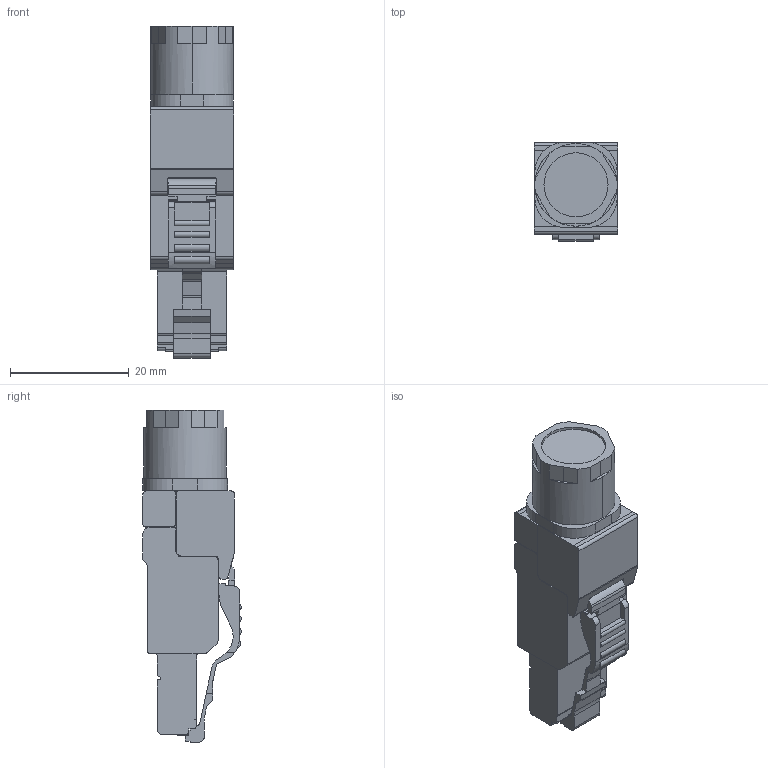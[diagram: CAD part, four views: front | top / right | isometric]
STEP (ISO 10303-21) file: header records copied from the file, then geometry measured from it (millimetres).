
FILE_DESCRIPTION(('CATIA V5 STEP Exchange','CAx-IF Rec.Pracs.--- Model Styling and Organization---1.4--- 2014-01-23'),'2;1');
FILE_NAME ('1166964-2_1', '2022-07-13T10:07:46+00:00', ('none'), ('Weidmueller'), 'CATIA Version 5-6 Release 2016 SP3 HF44', 'CATIA V5 STEP AP214', 'none');
FILE_SCHEMA(('AUTOMOTIVE_DESIGN { 1 0 10303 214 1 1 1 1 }'));
Length unit declared in the file: millimetre
Products named in the file (1): 2703410000
Bounding box: 14.04 x 16.63 x 55.95 mm (x, y, z)
Volume: 8499.6 mm3; surface area: 4014.6 mm2
Topology: 1 solids, 1 shells, 420 faces, 1176 edges, 764 vertices
Faces by surface type: plane 280, cylinder 124, torus 16
Entity records: 12734 total; most frequent: CARTESIAN_POINT 2632, ORIENTED_EDGE 2352, DIRECTION 1663, EDGE_CURVE 1176, VECTOR 865, LINE 865, VERTEX_POINT 764, AXIS2_PLACEMENT_3D 525
